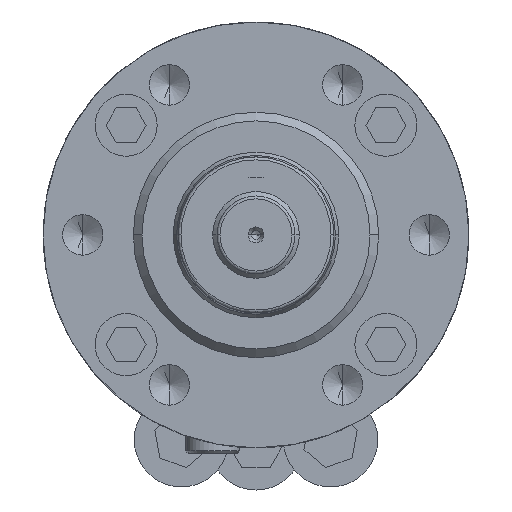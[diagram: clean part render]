
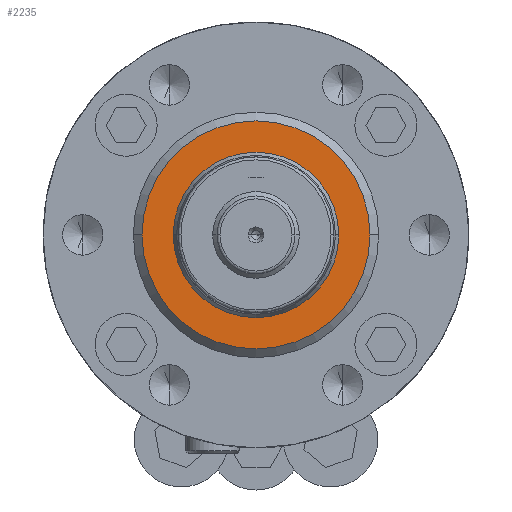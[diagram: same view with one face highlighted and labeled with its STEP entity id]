
A CAD part, front view. The second image highlights one B-rep face of the part: STEP entity #2235.
In plain terms, the highlighted planar face has unit normal (0, -1, 0).
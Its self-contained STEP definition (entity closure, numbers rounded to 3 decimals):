
#137 = DIRECTION ( 'NONE',  ( -1., 0., 0. ) ) ;
#1974 = CARTESIAN_POINT ( 'NONE',  ( -28.655, -35., 0. ) ) ;
#2235 = ADVANCED_FACE ( 'NONE', ( #47948, #38913 ), #45526, .F. ) ;
#2779 = CIRCLE ( 'NONE', #12954, 39.5 ) ;
#3787 = EDGE_CURVE ( 'NONE', #27807, #49425, #2779, .T. ) ;
#5211 = CIRCLE ( 'NONE', #57634, 39.5 ) ;
#10426 = AXIS2_PLACEMENT_3D ( 'NONE', #47815, #14078, #37750 ) ;
#10801 = EDGE_LOOP ( 'NONE', ( #54753, #12653 ) ) ;
#12653 = ORIENTED_EDGE ( 'NONE', *, *, #20077, .T. ) ;
#12954 = AXIS2_PLACEMENT_3D ( 'NONE', #14612, #23796, #137 ) ;
#13697 = DIRECTION ( 'NONE',  ( -1., 0., 0. ) ) ;
#13705 = CARTESIAN_POINT ( 'NONE',  ( 28.655, -35., 0. ) ) ;
#14078 = DIRECTION ( 'NONE',  ( 0., 1., 0. ) ) ;
#14612 = CARTESIAN_POINT ( 'NONE',  ( 0., -35., 0. ) ) ;
#14714 = AXIS2_PLACEMENT_3D ( 'NONE', #51611, #22470, #13697 ) ;
#16559 = VERTEX_POINT ( 'NONE', #13705 ) ;
#16721 = DIRECTION ( 'NONE',  ( 0., -1., 0. ) ) ;
#18211 = EDGE_LOOP ( 'NONE', ( #37666, #51299 ) ) ;
#20077 = EDGE_CURVE ( 'NONE', #16559, #40122, #55690, .T. ) ;
#21699 = CARTESIAN_POINT ( 'NONE',  ( 0., -35., 0. ) ) ;
#22470 = DIRECTION ( 'NONE',  ( 0., 1., 0. ) ) ;
#23796 = DIRECTION ( 'NONE',  ( 0., -1., 0. ) ) ;
#27807 = VERTEX_POINT ( 'NONE', #34891 ) ;
#31244 = DIRECTION ( 'NONE',  ( 0., 1., 0. ) ) ;
#32231 = EDGE_CURVE ( 'NONE', #49425, #27807, #5211, .T. ) ;
#34891 = CARTESIAN_POINT ( 'NONE',  ( -39.5, -35., 0. ) ) ;
#37540 = AXIS2_PLACEMENT_3D ( 'NONE', #60582, #31244, #50934 ) ;
#37666 = ORIENTED_EDGE ( 'NONE', *, *, #3787, .T. ) ;
#37750 = DIRECTION ( 'NONE',  ( -1., 0., 0. ) ) ;
#38913 = FACE_BOUND ( 'NONE', #10801, .T. ) ;
#40122 = VERTEX_POINT ( 'NONE', #1974 ) ;
#41183 = EDGE_CURVE ( 'NONE', #40122, #16559, #43188, .T. ) ;
#43188 = CIRCLE ( 'NONE', #10426, 28.655 ) ;
#45526 = PLANE ( 'NONE',  #37540 ) ;
#47815 = CARTESIAN_POINT ( 'NONE',  ( 0., -35., 0. ) ) ;
#47948 = FACE_OUTER_BOUND ( 'NONE', #18211, .T. ) ;
#49425 = VERTEX_POINT ( 'NONE', #57441 ) ;
#50934 = DIRECTION ( 'NONE',  ( -1., 0., 0. ) ) ;
#51299 = ORIENTED_EDGE ( 'NONE', *, *, #32231, .T. ) ;
#51611 = CARTESIAN_POINT ( 'NONE',  ( 0., -35., 0. ) ) ;
#54753 = ORIENTED_EDGE ( 'NONE', *, *, #41183, .T. ) ;
#55690 = CIRCLE ( 'NONE', #14714, 28.655 ) ;
#57441 = CARTESIAN_POINT ( 'NONE',  ( 39.5, -35., 0. ) ) ;
#57634 = AXIS2_PLACEMENT_3D ( 'NONE', #21699, #16721, #59861 ) ;
#59861 = DIRECTION ( 'NONE',  ( -1., 0., 0. ) ) ;
#60582 = CARTESIAN_POINT ( 'NONE',  ( 42.5, -35., 0. ) ) ;
